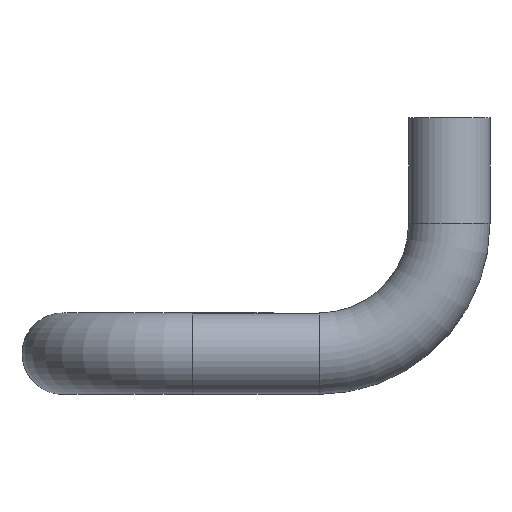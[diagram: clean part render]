
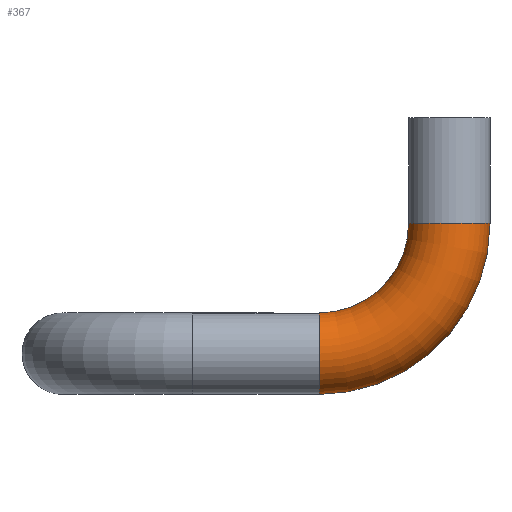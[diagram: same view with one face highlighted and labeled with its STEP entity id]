
A CAD part, left-side view. The second image highlights one B-rep face of the part: STEP entity #367.
In plain terms, the highlighted toroidal (fillet/blend) face has major radius 32 mm and minor radius 10 mm.
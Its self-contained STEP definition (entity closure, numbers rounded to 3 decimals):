
#27=TOROIDAL_SURFACE('',#433,32.,10.);
#45=FACE_OUTER_BOUND('',#66,.T.);
#66=EDGE_LOOP('',(#298,#299,#300,#301,#302));
#107=CIRCLE('',#434,10.);
#108=CIRCLE('',#435,22.);
#109=CIRCLE('',#436,10.);
#110=CIRCLE('',#437,10.);
#172=VERTEX_POINT('',#671);
#173=VERTEX_POINT('',#672);
#174=VERTEX_POINT('',#674);
#221=EDGE_CURVE('',#172,#173,#107,.T.);
#222=EDGE_CURVE('',#172,#174,#108,.T.);
#223=EDGE_CURVE('',#174,#174,#109,.T.);
#224=EDGE_CURVE('',#173,#172,#110,.T.);
#298=ORIENTED_EDGE('',*,*,#221,.F.);
#299=ORIENTED_EDGE('',*,*,#222,.T.);
#300=ORIENTED_EDGE('',*,*,#223,.T.);
#301=ORIENTED_EDGE('',*,*,#222,.F.);
#302=ORIENTED_EDGE('',*,*,#224,.F.);
#367=ADVANCED_FACE('',(#45),#27,.T.);
#433=AXIS2_PLACEMENT_3D('',#670,#540,#541);
#434=AXIS2_PLACEMENT_3D('',#673,#542,#543);
#435=AXIS2_PLACEMENT_3D('',#675,#544,#545);
#436=AXIS2_PLACEMENT_3D('',#676,#546,#547);
#437=AXIS2_PLACEMENT_3D('',#677,#548,#549);
#540=DIRECTION('center_axis',(-1.,0.,0.));
#541=DIRECTION('ref_axis',(0.,0.,1.));
#542=DIRECTION('center_axis',(0.,0.,1.));
#543=DIRECTION('ref_axis',(0.,1.,0.));
#544=DIRECTION('center_axis',(1.,0.,0.));
#545=DIRECTION('ref_axis',(0.,0.,1.));
#546=DIRECTION('center_axis',(0.,-1.,0.));
#547=DIRECTION('ref_axis',(0.,0.,1.));
#548=DIRECTION('center_axis',(0.,0.,1.));
#549=DIRECTION('ref_axis',(0.,1.,0.));
#670=CARTESIAN_POINT('Origin',(-100.,32.,32.));
#671=CARTESIAN_POINT('',(-100.,10.,32.));
#672=CARTESIAN_POINT('',(-90.,0.,32.));
#673=CARTESIAN_POINT('Origin',(-100.,0.,32.));
#674=CARTESIAN_POINT('',(-100.,32.,10.));
#675=CARTESIAN_POINT('Origin',(-100.,32.,32.));
#676=CARTESIAN_POINT('Origin',(-100.,32.,0.));
#677=CARTESIAN_POINT('Origin',(-100.,0.,32.));
